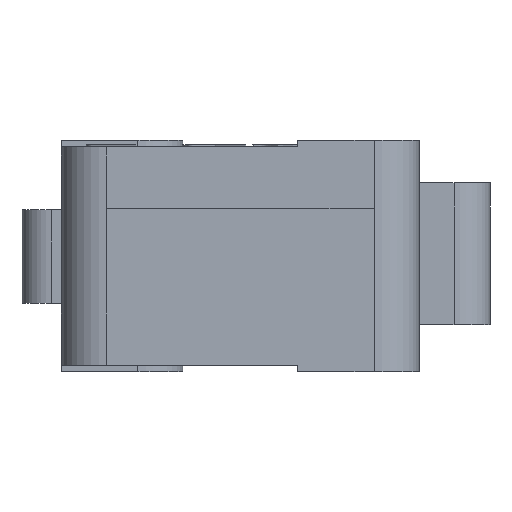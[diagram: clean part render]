
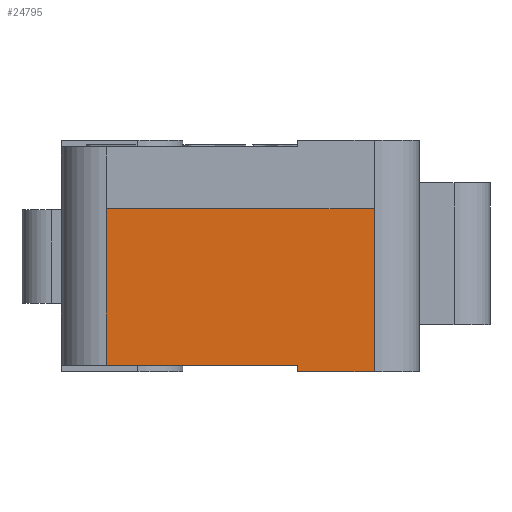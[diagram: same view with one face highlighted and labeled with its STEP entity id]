
A CAD part, left-side view. The second image highlights one B-rep face of the part: STEP entity #24795.
In plain terms, the highlighted planar face has unit normal (-1, 0, 0).
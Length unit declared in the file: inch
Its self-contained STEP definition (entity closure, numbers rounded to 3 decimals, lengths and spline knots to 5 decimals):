
#15229=CARTESIAN_POINT('',(-1.1378,0.25295,0.28543));
#15230=VERTEX_POINT('',#15229);
#15255=CARTESIAN_POINT('',(-1.1378,0.25295,0.01181));
#15256=VERTEX_POINT('',#15255);
#15264=CARTESIAN_POINT('',(-1.1378,0.25295,0.01181));
#15265=DIRECTION('',(0.0,0.0,1.0));
#15266=VECTOR('',#15265,0.27362);
#15267=LINE('',#15264,#15266);
#15268=EDGE_CURVE('',#15256,#15230,#15267,.T.);
#15309=CARTESIAN_POINT('',(-1.1378,-0.21555,0.28543));
#15310=VERTEX_POINT('',#15309);
#15311=CARTESIAN_POINT('',(-1.1378,-0.21555,0.28543));
#15312=DIRECTION('',(0.0,1.0,0.0));
#15313=VECTOR('',#15312,0.4685);
#15314=LINE('',#15311,#15313);
#15315=EDGE_CURVE('',#15310,#15230,#15314,.T.);
#15432=CARTESIAN_POINT('',(-1.1378,-0.21555,0.0));
#15433=VERTEX_POINT('',#15432);
#15434=CARTESIAN_POINT('',(-1.1378,-0.21555,0.0));
#15435=DIRECTION('',(0.0,0.0,1.0));
#15436=VECTOR('',#15435,0.28543);
#15437=LINE('',#15434,#15436);
#15438=EDGE_CURVE('',#15433,#15310,#15437,.T.);
#24424=CARTESIAN_POINT('',(-1.1378,-0.08169,0.01181));
#24425=VERTEX_POINT('',#24424);
#24433=CARTESIAN_POINT('',(-1.1378,-0.08169,0.0));
#24434=VERTEX_POINT('',#24433);
#24441=CARTESIAN_POINT('',(-1.1378,-0.08169,0.01181));
#24442=DIRECTION('',(0.0,0.0,-1.0));
#24443=VECTOR('',#24442,0.01181);
#24444=LINE('',#24441,#24443);
#24445=EDGE_CURVE('',#24425,#24434,#24444,.T.);
#24481=CARTESIAN_POINT('',(-1.1378,0.25295,0.01181));
#24482=DIRECTION('',(0.0,-1.0,0.0));
#24483=VECTOR('',#24482,0.33465);
#24484=LINE('',#24481,#24483);
#24485=EDGE_CURVE('',#15256,#24425,#24484,.T.);
#24532=CARTESIAN_POINT('',(-1.1378,-0.21555,0.0));
#24533=DIRECTION('',(0.0,1.0,0.0));
#24534=VECTOR('',#24533,0.13386);
#24535=LINE('',#24532,#24534);
#24536=EDGE_CURVE('',#15433,#24434,#24535,.T.);
#24782=CARTESIAN_POINT('',(-1.1378,-0.23898,-0.01427));
#24783=DIRECTION('',(-1.0,0.0,0.0));
#24784=DIRECTION('',(0.0,0.0,1.0));
#24785=AXIS2_PLACEMENT_3D('',#24782,#24783,#24784);
#24786=PLANE('',#24785);
#24787=ORIENTED_EDGE('',*,*,#15315,.T.);
#24788=ORIENTED_EDGE('',*,*,#15268,.F.);
#24789=ORIENTED_EDGE('',*,*,#24485,.T.);
#24790=ORIENTED_EDGE('',*,*,#24445,.T.);
#24791=ORIENTED_EDGE('',*,*,#24536,.F.);
#24792=ORIENTED_EDGE('',*,*,#15438,.T.);
#24793=EDGE_LOOP('',(#24787,#24788,#24789,#24790,#24791,#24792));
#24794=FACE_OUTER_BOUND('',#24793,.T.);
#24795=ADVANCED_FACE('',(#24794),#24786,.T.);
